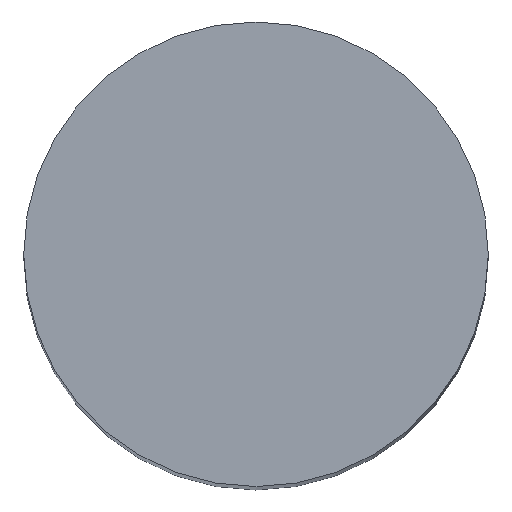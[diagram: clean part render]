
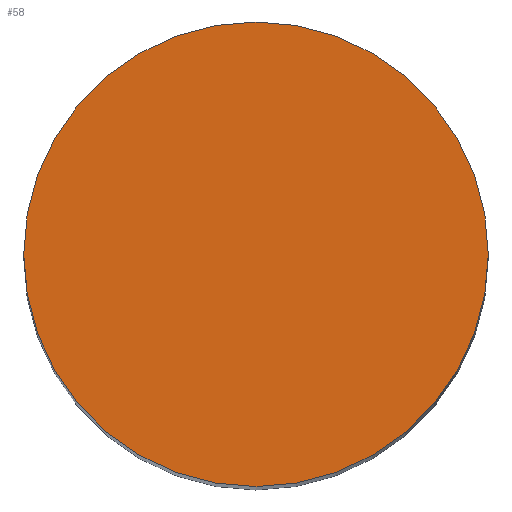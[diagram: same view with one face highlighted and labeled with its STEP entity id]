
A CAD part, top view. The second image highlights one B-rep face of the part: STEP entity #58.
In plain terms, the highlighted planar face has unit normal (0, 0, 1).
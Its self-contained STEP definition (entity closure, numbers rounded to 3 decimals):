
#19=FACE_OUTER_BOUND('',#23,.T.);
#23=EDGE_LOOP('',(#47));
#28=CIRCLE('',#84,250.);
#34=VERTEX_POINT('',#118);
#40=EDGE_CURVE('',#34,#34,#28,.T.);
#47=ORIENTED_EDGE('',*,*,#40,.T.);
#55=PLANE('',#83);
#58=ADVANCED_FACE('',(#19),#55,.T.);
#83=AXIS2_PLACEMENT_3D('',#117,#95,#96);
#84=AXIS2_PLACEMENT_3D('',#119,#97,#98);
#95=DIRECTION('center_axis',(0.,0.,1.));
#96=DIRECTION('ref_axis',(1.,0.,0.));
#97=DIRECTION('center_axis',(0.,0.,1.));
#98=DIRECTION('ref_axis',(1.,0.,0.));
#117=CARTESIAN_POINT('Origin',(0.,0.,2110.));
#118=CARTESIAN_POINT('',(-250.,0.,2110.));
#119=CARTESIAN_POINT('Origin',(0.,0.,2110.));
